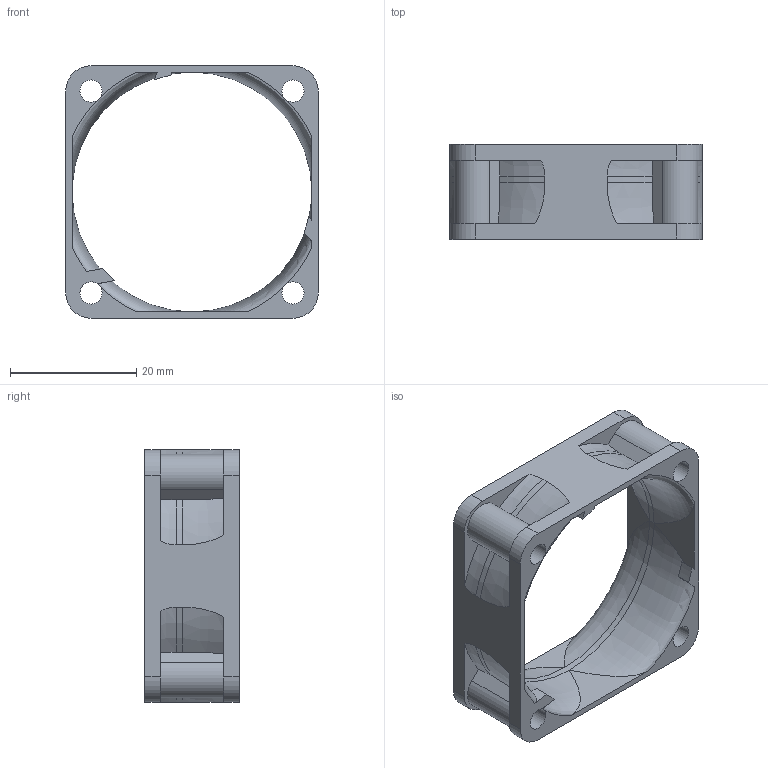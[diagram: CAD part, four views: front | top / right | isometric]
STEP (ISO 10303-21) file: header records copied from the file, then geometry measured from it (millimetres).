
FILE_DESCRIPTION((''),'2;1');
FILE_NAME('AFB40X40X15','2015-07-28T',('DURANT.QIAN'),(''),'CREO PARAMETRIC BY PTC INC, 2014440','CREO PARAMETRIC BY PTC INC, 2014440','');
FILE_SCHEMA(('CONFIG_CONTROL_DESIGN'));
Length unit declared in the file: millimetre
Products named in the file (1): AFB40X40X15
Bounding box: 40 x 15 x 40 mm (x, y, z)
Volume: 4407.9 mm3; surface area: 5777.3 mm2
Topology: 1 solids, 1 shells, 98 faces, 316 edges, 212 vertices
Faces by surface type: plane 41, cylinder 33, revolution 24
Entity records: 4196 total; most frequent: CARTESIAN_POINT 1366, ORIENTED_EDGE 632, DIRECTION 543, EDGE_CURVE 316, VERTEX_POINT 212, AXIS2_PLACEMENT_3D 198, CIRCLE 124, VECTOR 123
